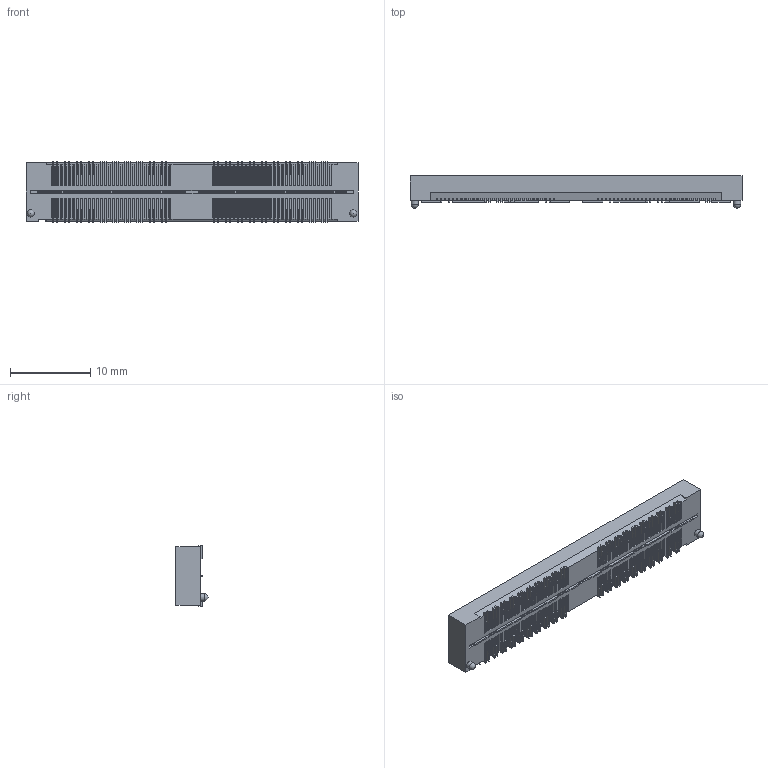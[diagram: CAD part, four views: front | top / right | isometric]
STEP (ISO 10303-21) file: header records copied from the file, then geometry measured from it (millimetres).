
FILE_DESCRIPTION(/* description */ ('STEP AP214'),/* implementation_level */ '2;1');
FILE_NAME(/* name */ 'QSH-040-01-L-D-DP-A',/* time_stamp */ '2024-10-01T21:17:31+02:00',/* author */ ('License CC BY-ND 4.0'),/* organization */ ('CADENAS'),/* preprocessor_version */ 'ST-DEVELOPER v19.3',/* originating_system */ 'PARTsolutions',/* authorisation */ ' ');
FILE_SCHEMA (('AUTOMOTIVE_DESIGN {1 0 10303 214 3 1 1}'));
Products named in the file (5): QSH-040-01-L-D-DP-A; TQSH-040-01-D-DP-A_terminal; T-1G2-01-040; C-126-21-040-D-DP-L; C-126-21-040-D-DP-F2
Assembly tree (7 placements, depth 2):
  QSH-040-01-L-D-DP-A
    TQSH-040-01-D-DP-A_terminal
    T-1G2-01-040  x2
    C-126-21-040-D-DP-L  x2
    C-126-21-040-D-DP-F2  x2
Bounding box: 41.31 x 4 x 7.49 mm (x, y, z)
Volume: 540 mm3; surface area: 3100.7 mm2
Topology: 7 solids, 7 shells, 2920 faces, 8699 edges, 5800 vertices
Faces by surface type: plane 2580, cylinder 338, sphere 2
Full cylindrical faces by diameter (mm): 0.889 x2
Entity records: 69266 total; most frequent: CARTESIAN_POINT 12497, ORIENTED_EDGE 12470, DIRECTION 10783, EDGE_CURVE 6235, LINE 5895, VECTOR 5895, VERTEX_POINT 4158, AXIS2_PLACEMENT_3D 2444
